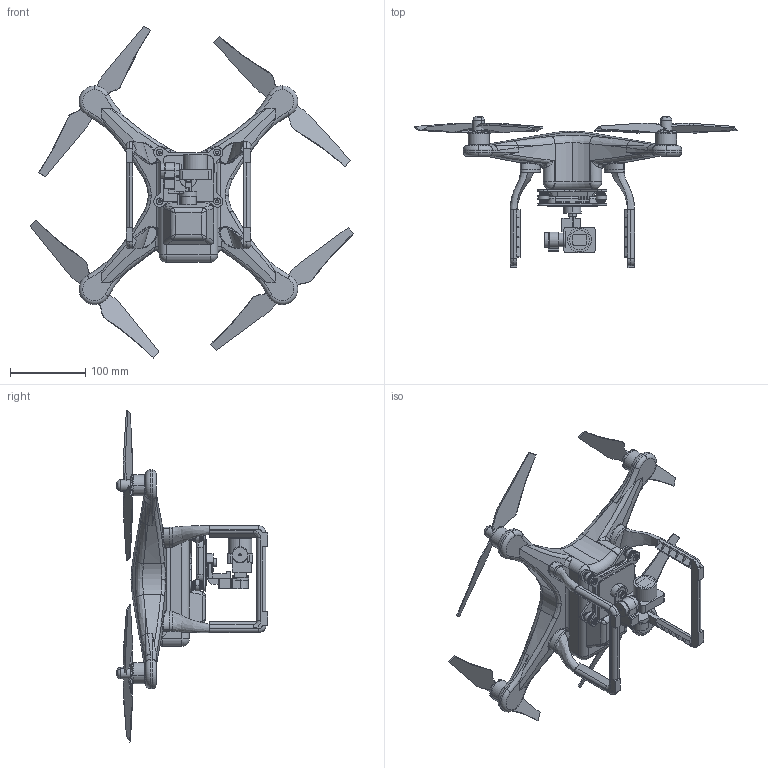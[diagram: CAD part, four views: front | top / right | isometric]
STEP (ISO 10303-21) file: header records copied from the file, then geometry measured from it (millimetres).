
FILE_DESCRIPTION (( 'STEP AP203' ), '1' );
FILE_NAME ('Phantom3 Drone Assembly.STEP', '2015-08-04T14:11:29', ( '' ), ( '' ), 'SwSTEP 2.0', 'SolidWorks 2012', '' );
FILE_SCHEMA (( 'CONFIG_CONTROL_DESIGN' ));
Length unit declared in the file: millimetre
Products named in the file (15): cradle^lens cap&lock assembly; ruber connecter^lens cap&lock assembly; Top mount^lens cap&lock assembly; Yaw^lens cap&lock assembly; Roll^lens cap&lock assembly; cam^lens cap&lock assembly; BL DJI; BL DJI2; BLDC DJI; prop phantom mode; Phantom Drone Body; Phantom3 Drone Assembly; Part1^Phantom3 Drone Assembly; lens cap&lock assembly; Part1^lens cap&lock assembly
Assembly tree (24 placements, depth 3):
  Phantom3 Drone Assembly
    Phantom Drone Body
    BLDC DJI  x4
      BL DJI
      BL DJI2
    prop phantom mode  x4
    lens cap&lock assembly
      cam^lens cap&lock assembly
      Roll^lens cap&lock assembly
      Yaw^lens cap&lock assembly
      cradle^lens cap&lock assembly
      Top mount^lens cap&lock assembly
      ruber connecter^lens cap&lock assembly  x4
      Part1^lens cap&lock assembly
    Part1^Phantom3 Drone Assembly  x2
Bounding box: 431.3 x 201.45 x 442.49 mm (x, y, z)
Volume: 1652771.5 mm3; surface area: 286934.2 mm2
Topology: 29 solids, 29 shells, 2031 faces, 5483 edges, 3478 vertices
Faces by surface type: plane 844, cylinder 817, torus 158, bspline 120, cone 82, sphere 10
Entity records: 38624 total; most frequent: CARTESIAN_POINT 11747, ORIENTED_EDGE 5386, DIRECTION 5221, EDGE_CURVE 2693, AXIS2_PLACEMENT_3D 1935, VERTEX_POINT 1704, VECTOR 1351, LINE 1351
